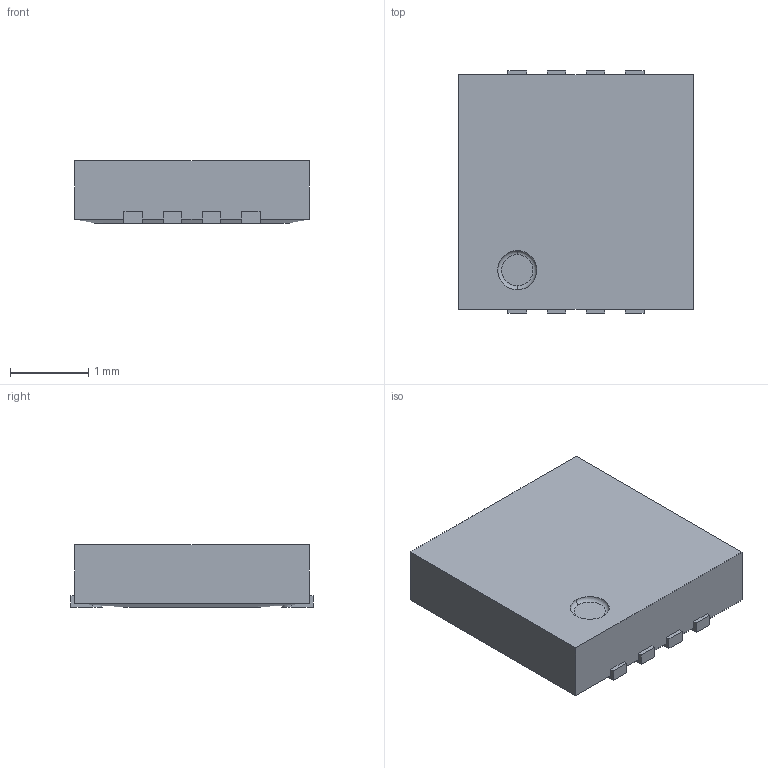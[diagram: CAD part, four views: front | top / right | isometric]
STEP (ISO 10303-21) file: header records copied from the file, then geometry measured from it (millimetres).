
FILE_DESCRIPTION (( 'STEP AP214' ), '1' );
FILE_NAME ( 'SON50P300X300X80-9T174X248.STEP', '2016-10-10T12:10:34', ( '' ), ( '' ), 'FPX Expert 2013', 'PCB Libraries', '' );
FILE_SCHEMA (( 'AUTOMOTIVE_DESIGN' ));
Length unit declared in the file: millimetre
Products named in the file (1): SON50P300X300X80-9T174X248
Bounding box: 3 x 3.1 x 0.8 mm (x, y, z)
Volume: 6.9 mm3; surface area: 41.3 mm2
Topology: 10 solids, 10 shells, 100 faces, 234 edges, 156 vertices
Faces by surface type: plane 76, cylinder 22, torus 2
Entity records: 3239 total; most frequent: CARTESIAN_POINT 491, DIRECTION 486, ORIENTED_EDGE 468, EDGE_CURVE 234, VECTOR 184, LINE 184, VERTEX_POINT 156, AXIS2_PLACEMENT_3D 151
